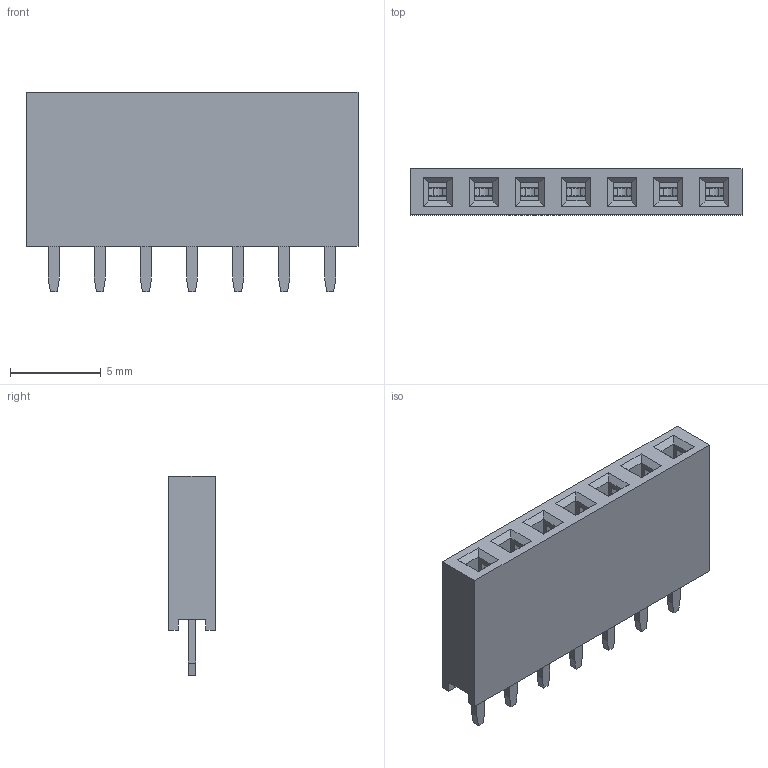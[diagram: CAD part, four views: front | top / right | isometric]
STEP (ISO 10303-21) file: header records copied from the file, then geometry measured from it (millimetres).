
FILE_DESCRIPTION (( 'STEP AP214' ), '1' );
FILE_NAME ('User Library-PBS-1x07 (2.54).STEP', '2018-12-30T18:01:55', ( '' ), ( '' ), 'SwSTEP 2.0', 'SolidWorks 2018', '' );
FILE_SCHEMA (( 'AUTOMOTIVE_DESIGN' ));
Length unit declared in the file: millimetre
Products named in the file (1): User Library-PBS-1x07 (2.54)
Bounding box: 18.3 x 2.54 x 11.01 mm (x, y, z)
Volume: 327.4 mm3; surface area: 990.9 mm2
Topology: 8 solids, 8 shells, 234 faces, 626 edges, 408 vertices
Faces by surface type: plane 227, cylinder 7
Entity records: 9819 total; most frequent: CARTESIAN_POINT 1269, ORIENTED_EDGE 1252, DIRECTION 1110, EDGE_CURVE 626, VECTOR 612, LINE 612, VERTEX_POINT 408, AXIS2_PLACEMENT_3D 249
